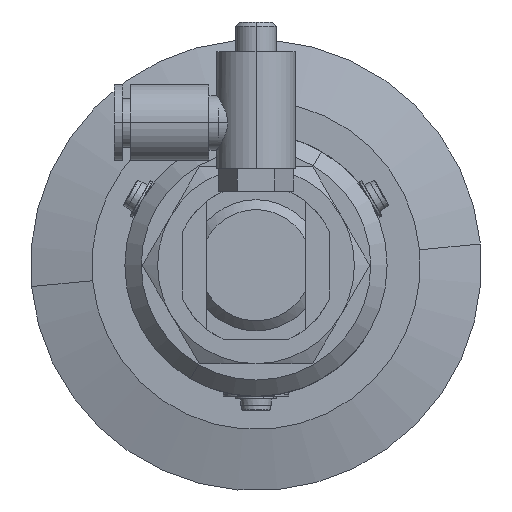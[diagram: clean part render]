
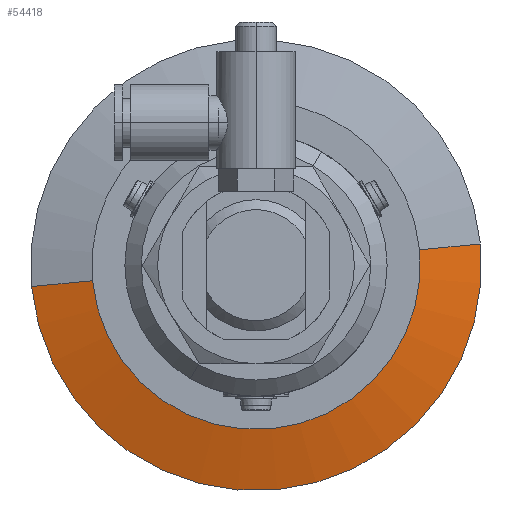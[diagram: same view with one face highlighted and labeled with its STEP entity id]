
A CAD part, front view. The second image highlights one B-rep face of the part: STEP entity #54418.
In plain terms, the highlighted conical face has half-angle 75 degrees and reference radius 20.036 mm.
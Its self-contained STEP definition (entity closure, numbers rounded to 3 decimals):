
#288 = VERTEX_POINT ( 'NONE', #23453 ) ;
#1286 = CARTESIAN_POINT ( 'NONE',  ( 5., 0., -20.036 ) ) ;
#7186 = VECTOR ( 'NONE', #94527, 1000. ) ;
#8102 = CARTESIAN_POINT ( 'NONE',  ( 3., 0., 27.5 ) ) ;
#9252 = DIRECTION ( 'NONE',  ( 0., 0., 1. ) ) ;
#21686 = DIRECTION ( 'NONE',  ( -0.259, 0., -0.966 ) ) ;
#23453 = CARTESIAN_POINT ( 'NONE',  ( 3., 0., -27.5 ) ) ;
#31951 = EDGE_CURVE ( 'NONE', #110598, #67080, #86707, .T. ) ;
#47819 = AXIS2_PLACEMENT_3D ( 'NONE', #66648, #125881, #9252 ) ;
#51282 = DIRECTION ( 'NONE',  ( -1., 0., 0. ) ) ;
#54418 = ADVANCED_FACE ( 'NONE', ( #82094 ), #80526, .T. ) ;
#56428 = CARTESIAN_POINT ( 'NONE',  ( 5., 0., -20.036 ) ) ;
#59160 = EDGE_CURVE ( 'NONE', #110598, #288, #110713, .T. ) ;
#62484 = ORIENTED_EDGE ( 'NONE', *, *, #31951, .T. ) ;
#65659 = EDGE_LOOP ( 'NONE', ( #108790, #62484, #107760, #72540 ) ) ;
#66648 = CARTESIAN_POINT ( 'NONE',  ( 5., 0., 0. ) ) ;
#67080 = VERTEX_POINT ( 'NONE', #88738 ) ;
#72125 = DIRECTION ( 'NONE',  ( 0., 0., 1. ) ) ;
#72540 = ORIENTED_EDGE ( 'NONE', *, *, #76460, .F. ) ;
#74919 = VERTEX_POINT ( 'NONE', #8102 ) ;
#76460 = EDGE_CURVE ( 'NONE', #288, #74919, #114627, .T. ) ;
#79863 = AXIS2_PLACEMENT_3D ( 'NONE', #119882, #120316, #90802 ) ;
#80526 = CONICAL_SURFACE ( 'NONE', #47819, 20.036, 1.309 ) ;
#82094 = FACE_OUTER_BOUND ( 'NONE', #65659, .T. ) ;
#86707 = CIRCLE ( 'NONE', #79863, 20.036 ) ;
#88738 = CARTESIAN_POINT ( 'NONE',  ( 5., 0., 20.036 ) ) ;
#89184 = VECTOR ( 'NONE', #21686, 1000. ) ;
#90802 = DIRECTION ( 'NONE',  ( 0., 0., 1. ) ) ;
#94527 = DIRECTION ( 'NONE',  ( -0.259, 0., 0.966 ) ) ;
#95455 = LINE ( 'NONE', #107867, #7186 ) ;
#99877 = CARTESIAN_POINT ( 'NONE',  ( 3., 0., 0. ) ) ;
#107760 = ORIENTED_EDGE ( 'NONE', *, *, #112197, .T. ) ;
#107867 = CARTESIAN_POINT ( 'NONE',  ( 5., 0., 20.036 ) ) ;
#108429 = AXIS2_PLACEMENT_3D ( 'NONE', #99877, #51282, #72125 ) ;
#108790 = ORIENTED_EDGE ( 'NONE', *, *, #59160, .F. ) ;
#110598 = VERTEX_POINT ( 'NONE', #56428 ) ;
#110713 = LINE ( 'NONE', #1286, #89184 ) ;
#112197 = EDGE_CURVE ( 'NONE', #67080, #74919, #95455, .T. ) ;
#114627 = CIRCLE ( 'NONE', #108429, 27.5 ) ;
#119882 = CARTESIAN_POINT ( 'NONE',  ( 5., 0., 0. ) ) ;
#120316 = DIRECTION ( 'NONE',  ( -1., 0., 0. ) ) ;
#125881 = DIRECTION ( 'NONE',  ( -1., 0., 0. ) ) ;
